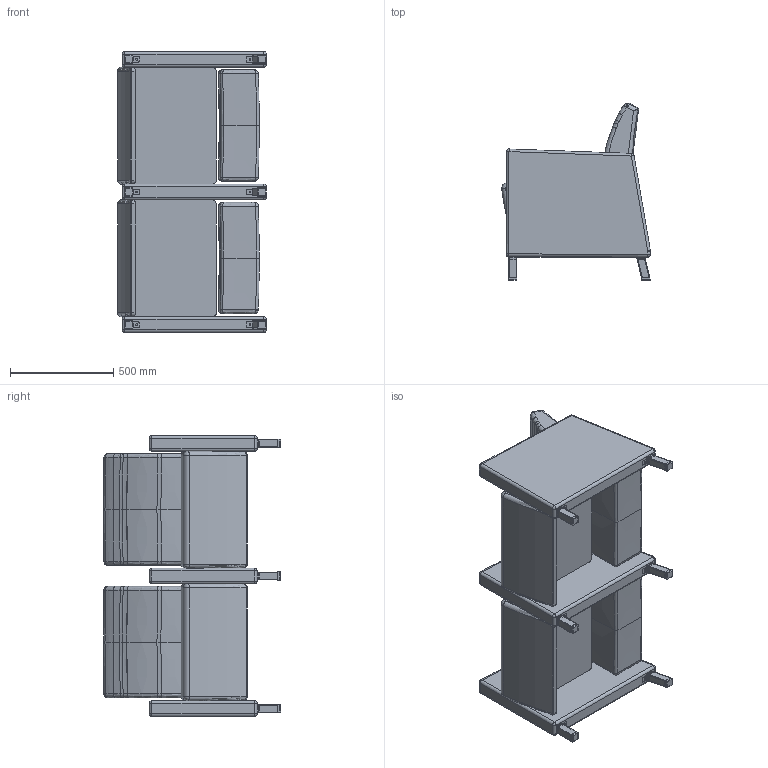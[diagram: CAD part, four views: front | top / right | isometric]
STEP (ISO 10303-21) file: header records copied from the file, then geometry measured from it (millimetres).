
FILE_DESCRIPTION(/* description */ (''),/* implementation_level */ '2;1');
FILE_NAME(/* name */ 'KMU20IF.stp',/* time_stamp */ '2021-02-09T11:35:31-05:00',/* author */ ('jbosley'),/* organization */ (''),/* preprocessor_version */ 'ST-DEVELOPER v18',/* originating_system */ 'Autodesk Inventor 2020',/* authorisation */ '');
FILE_SCHEMA (('AUTOMOTIVE_DESIGN { 1 0 10303 214 3 1 1 }'));
Length unit declared in the file: inch
Products named in the file (14): KMU20IF; KOU10 SEAT; KOU10 NEW BACK; KMU10 ARM; LEG 4-1; LEG 4-1_1; LEG 4-1_2; LEG 4-1 TOP PLATE; LEG MBO11; LEG MBO11_1; LEG MBO11_2; LEG MBO11 TOP PLATE; LEG CAP 1.5-1 (GENERIC); LEG CAP KOL-1 (GENERIC)
Assembly tree (25 placements, depth 3):
  KMU20IF
    KOU10 SEAT  x2
    KOU10 NEW BACK  x2
    KMU10 ARM  x3
    LEG 4-1  x3
      LEG 4-1_1
      LEG 4-1_2
      LEG 4-1 TOP PLATE
    LEG MBO11  x3
      LEG MBO11_1
      LEG MBO11_2
      LEG MBO11 TOP PLATE
    LEG CAP 1.5-1 (GENERIC)  x3
    LEG CAP KOL-1 (GENERIC)  x3
Bounding box: 719.22 x 856.43 x 1358.9 mm (x, y, z)
Volume: 266028662 mm3; surface area: 6783501.6 mm2
Topology: 49 solids, 49 shells, 810 faces, 1851 edges, 1118 vertices
Faces by surface type: plane 335, cylinder 221, bspline 188, sphere 48, torus 18
Full cylindrical faces by diameter (mm): 9.525 x12
Entity records: 12056 total; most frequent: CARTESIAN_POINT 5020, ORIENTED_EDGE 1404, DIRECTION 1217, EDGE_CURVE 702, AXIS2_PLACEMENT_3D 451, VERTEX_POINT 424, EDGE_LOOP 318, LINE 315
